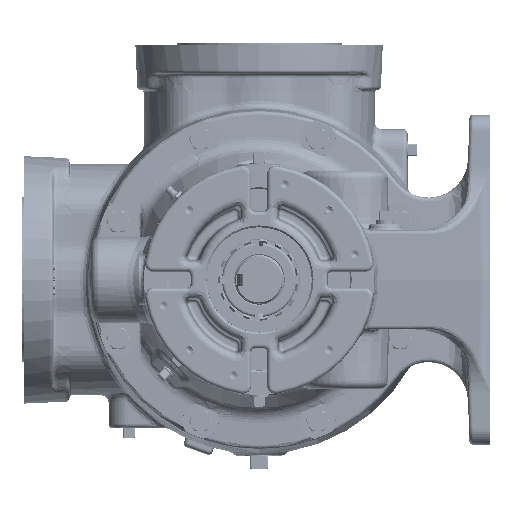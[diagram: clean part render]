
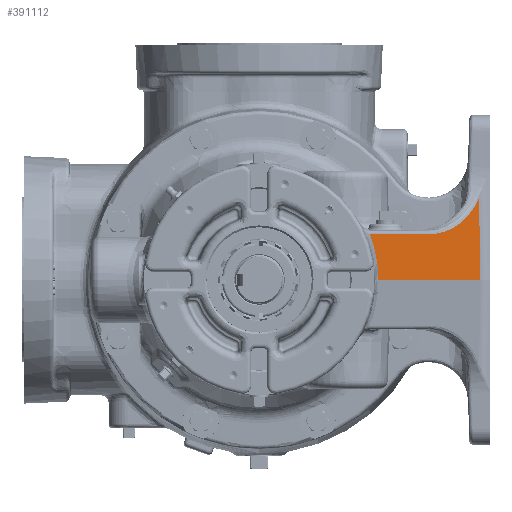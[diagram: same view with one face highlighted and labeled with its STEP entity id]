
A CAD part, left-side view. The second image highlights one B-rep face of the part: STEP entity #391112.
In plain terms, the highlighted planar face has unit normal (-0.642, -0.766, 0.035).
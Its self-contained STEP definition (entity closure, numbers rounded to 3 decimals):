
#15641 = LINE ( 'NONE', #373981, #167331 ) ;
#20256 = LINE ( 'NONE', #358555, #72627 ) ;
#21370 = VERTEX_POINT ( 'NONE', #386946 ) ;
#51929 = VERTEX_POINT ( 'NONE', #165961 ) ;
#66826 = ORIENTED_EDGE ( 'NONE', *, *, #341008, .T. ) ;
#67394 = VECTOR ( 'NONE', #229790, 1000. ) ;
#72627 = VECTOR ( 'NONE', #239119, 1000. ) ;
#74647 = PLANE ( 'NONE',  #336079 ) ;
#75710 = VERTEX_POINT ( 'NONE', #269868 ) ;
#85068 = CARTESIAN_POINT ( 'NONE',  ( -159.408, -162.074, 45.545 ) ) ;
#94809 = CARTESIAN_POINT ( 'NONE',  ( -245.542, -91.876, 0. ) ) ;
#95620 = CARTESIAN_POINT ( 'NONE',  ( -197.121, -130.903, 35.158 ) ) ;
#105491 =( BOUNDED_CURVE ( )  B_SPLINE_CURVE ( 3, ( #124715, #244204, #365585, #94809 ),
 .UNSPECIFIED., .F., .F. ) 
 B_SPLINE_CURVE_WITH_KNOTS ( ( 4, 4 ),
 ( 2.829, 3.183 ),
 .UNSPECIFIED. ) 
 CURVE ( )  GEOMETRIC_REPRESENTATION_ITEM ( )  RATIONAL_B_SPLINE_CURVE ( ( 1., 0.99, 0.99, 1. ) ) 
 REPRESENTATION_ITEM ( '' )  );
#109411 = CARTESIAN_POINT ( 'NONE',  ( -245.542, -91.876, 0. ) ) ;
#110683 = ORIENTED_EDGE ( 'NONE', *, *, #230930, .T. ) ;
#124715 = CARTESIAN_POINT ( 'NONE',  ( -251.307, -85.435, 35.158 ) ) ;
#128377 = EDGE_CURVE ( 'NONE', #51929, #190021, #156865, .T. ) ;
#135160 = DIRECTION ( 'NONE',  ( 0.766, -0.643, 0. ) ) ;
#148801 = CARTESIAN_POINT ( 'NONE',  ( -197.121, -130.903, 35.158 ) ) ;
#156865 =( BOUNDED_CURVE ( )  B_SPLINE_CURVE ( 3, ( #389620, #85068, #329989, #148801 ),
 .UNSPECIFIED., .F., .F. ) 
 B_SPLINE_CURVE_WITH_KNOTS ( ( 4, 4 ),
 ( 3.583, 4.658 ),
 .UNSPECIFIED. ) 
 CURVE ( )  GEOMETRIC_REPRESENTATION_ITEM ( )  RATIONAL_B_SPLINE_CURVE ( ( 1., 0.906, 0.906, 1. ) ) 
 REPRESENTATION_ITEM ( '' )  );
#165961 = CARTESIAN_POINT ( 'NONE',  ( -149.757, -169.359, 63.389 ) ) ;
#167331 = VECTOR ( 'NONE', #135160, 1000. ) ;
#170120 = LINE ( 'NONE', #293560, #67394 ) ;
#190021 = VERTEX_POINT ( 'NONE', #95620 ) ;
#194117 = FACE_OUTER_BOUND ( 'NONE', #239174, .T. ) ;
#229790 = DIRECTION ( 'NONE',  ( -0.766, 0.643, 0. ) ) ;
#230930 = EDGE_CURVE ( 'NONE', #341329, #21370, #15641, .T. ) ;
#239119 = DIRECTION ( 'NONE',  ( 0.035, 0.016, 0.999 ) ) ;
#239174 = EDGE_LOOP ( 'NONE', ( #249465, #345708, #110683, #66826, #379638 ) ) ;
#244204 = CARTESIAN_POINT ( 'NONE',  ( -246.892, -89.654, 23.882 ) ) ;
#249465 = ORIENTED_EDGE ( 'NONE', *, *, #264042, .T. ) ;
#257752 = DIRECTION ( 'NONE',  ( 0.766, -0.643, 0. ) ) ;
#259700 = DIRECTION ( 'NONE',  ( -0.642, -0.766, 0.035 ) ) ;
#264042 = EDGE_CURVE ( 'NONE', #190021, #75710, #170120, .T. ) ;
#269868 = CARTESIAN_POINT ( 'NONE',  ( -251.307, -85.435, 35.158 ) ) ;
#293560 = CARTESIAN_POINT ( 'NONE',  ( -136.135, -182.077, 35.158 ) ) ;
#329989 = CARTESIAN_POINT ( 'NONE',  ( -176.835, -147.926, 35.158 ) ) ;
#336079 = AXIS2_PLACEMENT_3D ( 'NONE', #347429, #259700, #257752 ) ;
#341008 = EDGE_CURVE ( 'NONE', #21370, #51929, #20256, .T. ) ;
#341329 = VERTEX_POINT ( 'NONE', #109411 ) ;
#345708 = ORIENTED_EDGE ( 'NONE', *, *, #381709, .T. ) ;
#347429 = CARTESIAN_POINT ( 'NONE',  ( -136.924, -183.017, 0. ) ) ;
#358555 = CARTESIAN_POINT ( 'NONE',  ( -148.925, -168.971, 87.223 ) ) ;
#365585 = CARTESIAN_POINT ( 'NONE',  ( -244.95, -91.824, 12.04 ) ) ;
#373981 = CARTESIAN_POINT ( 'NONE',  ( -136.924, -183.017, 0. ) ) ;
#379638 = ORIENTED_EDGE ( 'NONE', *, *, #128377, .T. ) ;
#381709 = EDGE_CURVE ( 'NONE', #75710, #341329, #105491, .T. ) ;
#386946 = CARTESIAN_POINT ( 'NONE',  ( -151.971, -170.391, 0. ) ) ;
#389620 = CARTESIAN_POINT ( 'NONE',  ( -149.757, -169.359, 63.389 ) ) ;
#391112 = ADVANCED_FACE ( 'Defeatured_0_1008', ( #194117 ), #74647, .T. ) ;
